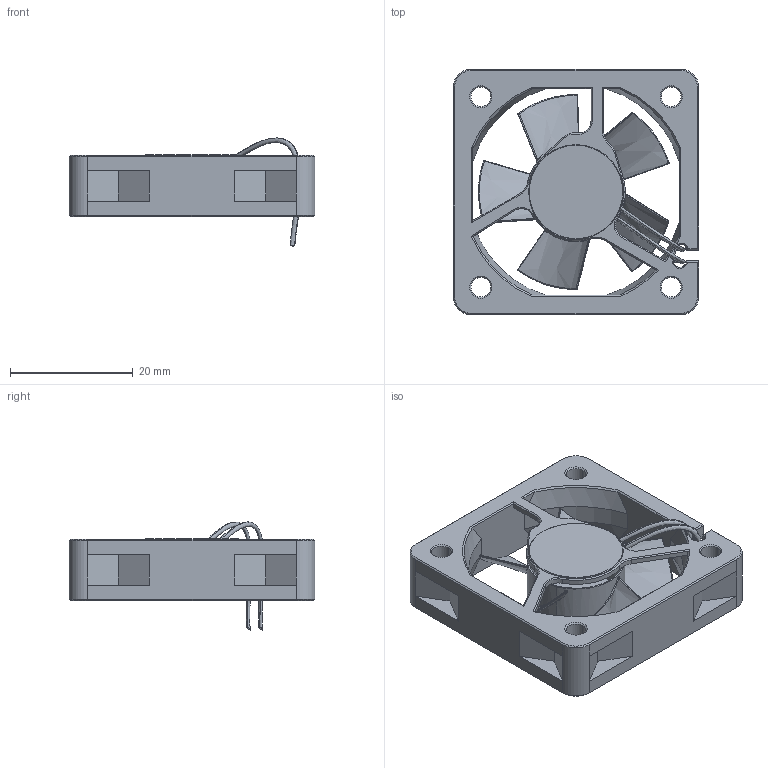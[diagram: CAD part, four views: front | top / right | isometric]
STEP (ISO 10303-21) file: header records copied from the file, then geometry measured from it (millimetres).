
FILE_DESCRIPTION (( 'STEP AP214' ), '1' );
FILE_NAME ('êóëåð 40õ40õ10.STEP', '2015-04-01T09:53:25', ( '' ), ( '' ), 'SwSTEP 2.0', 'SolidWorks 2015', '' );
FILE_SCHEMA (( 'AUTOMOTIVE_DESIGN' ));
Length unit declared in the file: inch
Products named in the file (3): êîðïóñ 40õ40õ10; âåíòèëÿòîð; êóëåð 40õ40õ10
Assembly tree (2 placements, depth 2):
  êóëåð 40õ40õ10
    êîðïóñ 40õ40õ10
    âåíòèëÿòîð
Bounding box: 40 x 40 x 17.59 mm (x, y, z)
Volume: 5875 mm3; surface area: 7315.8 mm2
Topology: 2 solids, 2 shells, 310 faces, 753 edges, 449 vertices
Faces by surface type: plane 103, bspline 74, cone 61, cylinder 35, sphere 35, torus 2
Entity records: 12281 total; most frequent: CARTESIAN_POINT 5263, ORIENTED_EDGE 1506, DIRECTION 1326, EDGE_CURVE 753, AXIS2_PLACEMENT_3D 515, VERTEX_POINT 449, EDGE_LOOP 326, FACE_OUTER_BOUND 310
